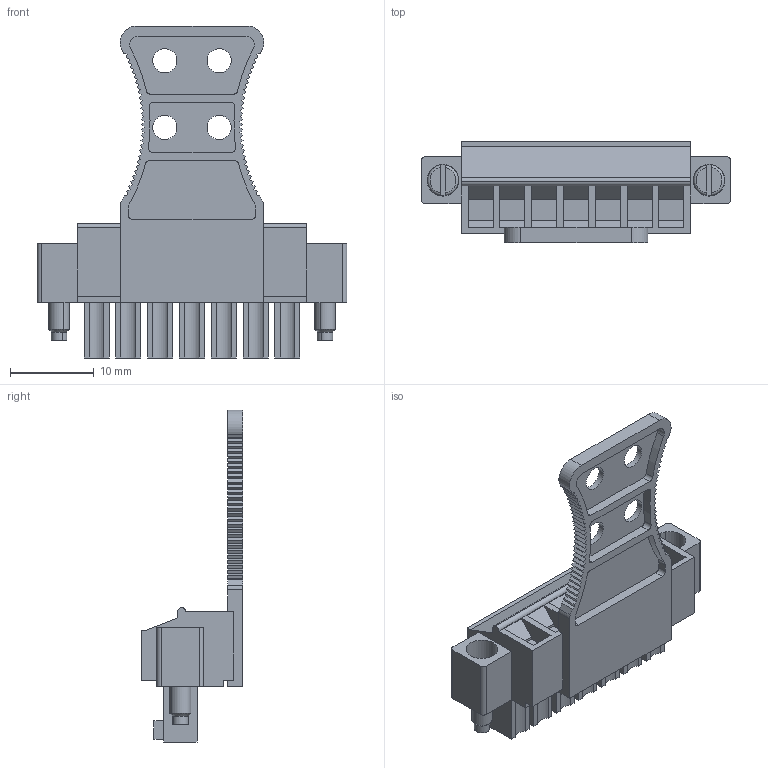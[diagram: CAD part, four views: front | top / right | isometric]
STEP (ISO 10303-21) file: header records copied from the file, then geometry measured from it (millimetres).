
FILE_DESCRIPTION(('CATIA V5 STEP Exchange','CAx-IF Rec.Pracs.--- Model Styling and Organization---1.2---2011-12-15'),'2;1');
FILE_NAME ('D1450068_0_1236570000_1236570000.stp','2018-09-19T13:46:23+00:00',('none'),('Weidmueller'),'CATIA Version 5-6 Release 2014','CATIA V5 STEP AP214','none');
FILE_SCHEMA(('AUTOMOTIVE_DESIGN { 1 0 10303 214 1 1 1 1 }'));
Length unit declared in the file: millimetre
Products named in the file (1): 1236570000
Bounding box: 37.06 x 12.2 x 39.75 mm (x, y, z)
Volume: 3476.3 mm3; surface area: 4239.5 mm2
Topology: 4 solids, 4 shells, 455 faces, 1216 edges, 804 vertices
Faces by surface type: plane 331, cylinder 94, cone 22, torus 8
Entity records: 13173 total; most frequent: ORIENTED_EDGE 2432, CARTESIAN_POINT 2358, DIRECTION 1818, EDGE_CURVE 1216, VECTOR 968, LINE 968, VERTEX_POINT 804, AXIS2_PLACEMENT_3D 546
